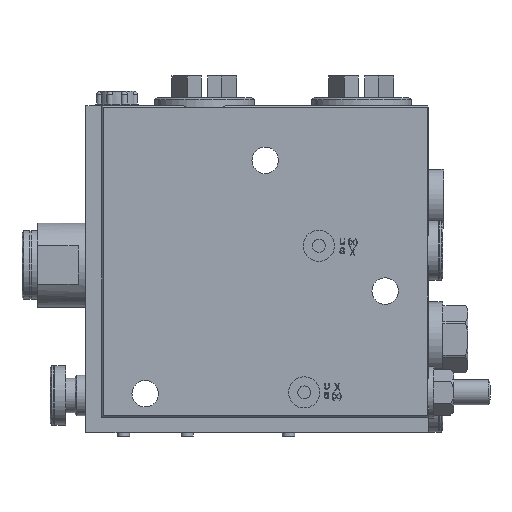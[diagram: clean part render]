
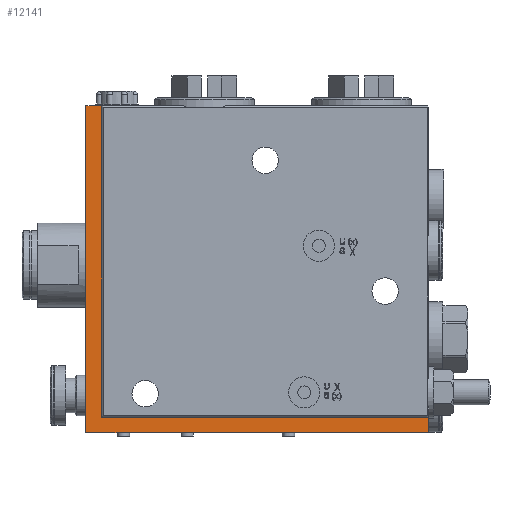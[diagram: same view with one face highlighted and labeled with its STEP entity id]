
A CAD part, left-side view. The second image highlights one B-rep face of the part: STEP entity #12141.
In plain terms, the highlighted face is planar.
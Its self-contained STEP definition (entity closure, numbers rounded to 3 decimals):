
#537=LINE('',#19924,#1425);
#543=LINE('',#19937,#1431);
#550=LINE('',#19951,#1438);
#551=LINE('',#19953,#1439);
#552=LINE('',#19955,#1440);
#553=LINE('',#19957,#1441);
#1425=VECTOR('',#15510,1000.);
#1431=VECTOR('',#15520,1000.);
#1438=VECTOR('',#15533,1000.);
#1439=VECTOR('',#15536,1000.);
#1440=VECTOR('',#15537,1000.);
#1441=VECTOR('',#15538,1000.);
#2171=PLANE('',#13720);
#3297=ORIENTED_EDGE('',*,*,#6315,.F.);
#3298=ORIENTED_EDGE('',*,*,#6331,.F.);
#3299=ORIENTED_EDGE('',*,*,#6332,.F.);
#3300=ORIENTED_EDGE('',*,*,#6333,.T.);
#3301=ORIENTED_EDGE('',*,*,#6322,.T.);
#3302=ORIENTED_EDGE('',*,*,#6330,.T.);
#6315=EDGE_CURVE('',#7854,#7855,#537,.T.);
#6322=EDGE_CURVE('',#7860,#7859,#543,.T.);
#6330=EDGE_CURVE('',#7859,#7855,#550,.T.);
#6331=EDGE_CURVE('',#7864,#7854,#551,.T.);
#6332=EDGE_CURVE('',#7865,#7864,#552,.T.);
#6333=EDGE_CURVE('',#7865,#7860,#553,.T.);
#7854=VERTEX_POINT('',#19923);
#7855=VERTEX_POINT('',#19925);
#7859=VERTEX_POINT('',#19936);
#7860=VERTEX_POINT('',#19938);
#7864=VERTEX_POINT('',#19954);
#7865=VERTEX_POINT('',#19956);
#9456=EDGE_LOOP('',(#3297,#3298,#3299,#3300,#3301,#3302));
#10731=FACE_BOUND('',#9456,.T.);
#12141=ADVANCED_FACE('',(#10731),#2171,.T.);
#13720=AXIS2_PLACEMENT_3D('',#19952,#15534,#15535);
#15510=DIRECTION('',(1.,0.,0.));
#15520=DIRECTION('',(1.,0.,0.));
#15533=DIRECTION('',(0.,0.,1.));
#15534=DIRECTION('',(0.,-1.,0.));
#15535=DIRECTION('',(0.,0.,-1.));
#15536=DIRECTION('',(0.,0.,-1.));
#15537=DIRECTION('',(1.,0.,0.));
#15538=DIRECTION('',(0.,0.,-1.));
#19923=CARTESIAN_POINT('',(0.,0.,0.));
#19924=CARTESIAN_POINT('',(0.,0.,0.));
#19925=CARTESIAN_POINT('',(105.,0.,0.));
#19936=CARTESIAN_POINT('',(105.,0.,-5.));
#19937=CARTESIAN_POINT('',(0.,0.,-5.));
#19938=CARTESIAN_POINT('',(-5.,0.,-5.));
#19951=CARTESIAN_POINT('',(105.,0.,-5.));
#19952=CARTESIAN_POINT('',(0.,0.,-5.));
#19953=CARTESIAN_POINT('',(0.,0.,100.));
#19954=CARTESIAN_POINT('',(0.,0.,100.));
#19955=CARTESIAN_POINT('',(-5.,0.,100.));
#19956=CARTESIAN_POINT('',(-5.,0.,100.));
#19957=CARTESIAN_POINT('',(-5.,0.,100.));
